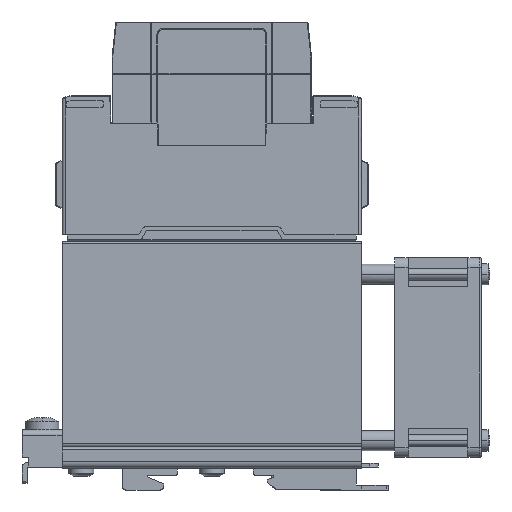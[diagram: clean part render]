
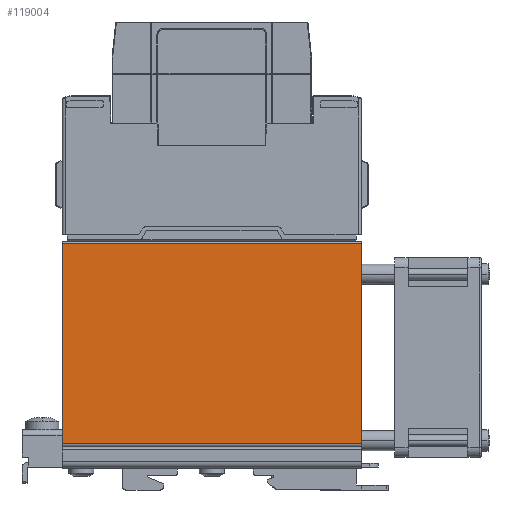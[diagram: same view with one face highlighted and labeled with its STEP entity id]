
A CAD part, left-side view. The second image highlights one B-rep face of the part: STEP entity #119004.
In plain terms, the highlighted planar face has unit normal (-1, 0, 0).
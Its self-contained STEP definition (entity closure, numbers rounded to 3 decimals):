
#100205=CARTESIAN_POINT('',(-35.65,-45.0,69.7));
#100206=VERTEX_POINT('',#100205);
#100214=CARTESIAN_POINT('',(-35.65,-45.0,9.4));
#100215=VERTEX_POINT('',#100214);
#100216=CARTESIAN_POINT('',(-35.65,-45.,9.4));
#100217=DIRECTION('',(0.0,0.0,1.0));
#100218=VECTOR('',#100217,60.3);
#100219=LINE('',#100216,#100218);
#100220=EDGE_CURVE('',#100215,#100206,#100219,.T.);
#115958=CARTESIAN_POINT('',(-35.65,45.,9.4));
#115959=VERTEX_POINT('',#115958);
#115967=CARTESIAN_POINT('',(-35.65,45.,69.7));
#115968=VERTEX_POINT('',#115967);
#115969=CARTESIAN_POINT('',(-35.65,45.,9.4));
#115970=DIRECTION('',(0.0,0.0,1.0));
#115971=VECTOR('',#115970,60.3);
#115972=LINE('',#115969,#115971);
#115973=EDGE_CURVE('',#115959,#115968,#115972,.T.);
#118977=CARTESIAN_POINT('',(-35.65,45.,9.4));
#118978=DIRECTION('',(0.0,-1.0,0.0));
#118979=VECTOR('',#118978,90.);
#118980=LINE('',#118977,#118979);
#118981=EDGE_CURVE('',#115959,#100215,#118980,.T.);
#118988=CARTESIAN_POINT('',(-35.65,45.,9.4));
#118989=DIRECTION('',(-1.0,0.0,0.0));
#118990=DIRECTION('',(0.0,0.0,1.0));
#118991=AXIS2_PLACEMENT_3D('',#118988,#118989,#118990);
#118992=PLANE('',#118991);
#118993=ORIENTED_EDGE('',*,*,#100220,.T.);
#118994=CARTESIAN_POINT('',(-35.65,45.,69.7));
#118995=DIRECTION('',(0.0,-1.0,0.0));
#118996=VECTOR('',#118995,90.);
#118997=LINE('',#118994,#118996);
#118998=EDGE_CURVE('',#115968,#100206,#118997,.T.);
#118999=ORIENTED_EDGE('',*,*,#118998,.F.);
#119000=ORIENTED_EDGE('',*,*,#115973,.F.);
#119001=ORIENTED_EDGE('',*,*,#118981,.T.);
#119002=EDGE_LOOP('',(#118993,#118999,#119000,#119001));
#119003=FACE_OUTER_BOUND('',#119002,.T.);
#119004=ADVANCED_FACE('',(#119003),#118992,.T.);
